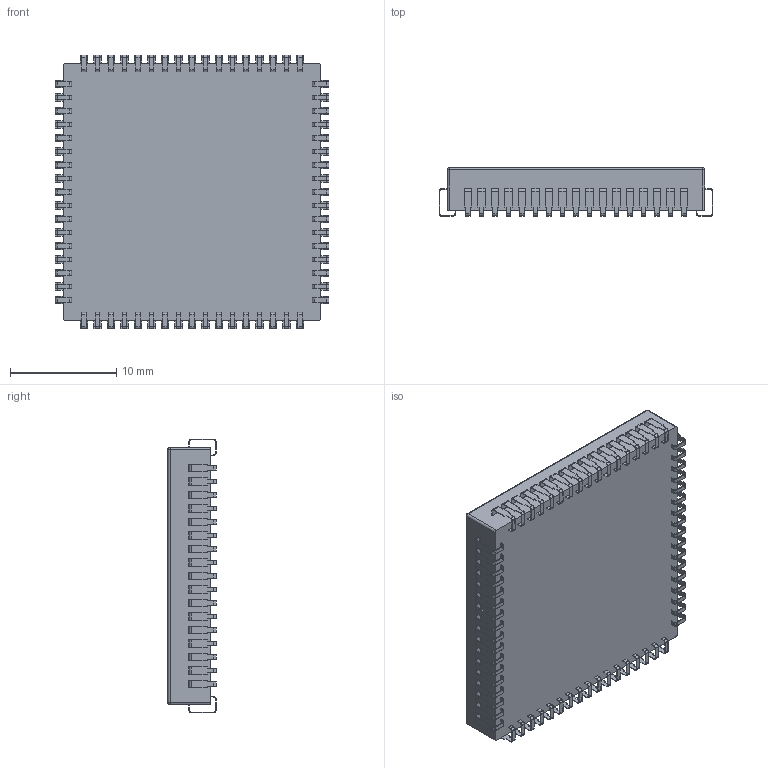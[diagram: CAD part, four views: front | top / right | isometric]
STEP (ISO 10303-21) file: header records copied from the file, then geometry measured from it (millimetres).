
FILE_DESCRIPTION (( 'STEP AP214' ), '1' );
FILE_NAME ('ABA33A3B-8902-45C6-AF50-BE7B9670D5E8.STEP', '2008-08-05T15:19:45', ( 'SysAdmin' ), ( 'SolidWorks' ), 'SwSTEP 2.0', 'SolidWorks 2008', '' );
FILE_SCHEMA (( 'AUTOMOTIVE_DESIGN' ));
Length unit declared in the file: millimetre
Products named in the file (1): ABA33A3B-8902-45C6-AF50-BE7B9670D5E8
Bounding box: 25.75 x 4.53 x 25.75 mm (x, y, z)
Volume: 2350.8 mm3; surface area: 1948 mm2
Topology: 1 solids, 1 shells, 1378 faces, 4120 edges, 2740 vertices
Faces by surface type: plane 958, cylinder 416, sphere 4
Entity records: 46649 total; most frequent: CARTESIAN_POINT 8235, ORIENTED_EDGE 8232, DIRECTION 7706, EDGE_CURVE 4116, VECTOR 3284, LINE 3284, VERTEX_POINT 2740, AXIS2_PLACEMENT_3D 2211
